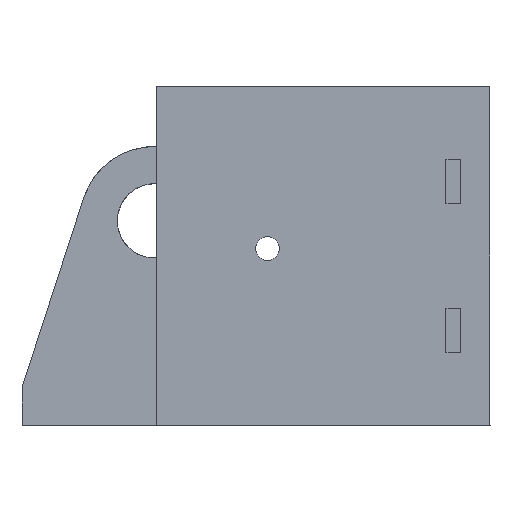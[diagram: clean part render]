
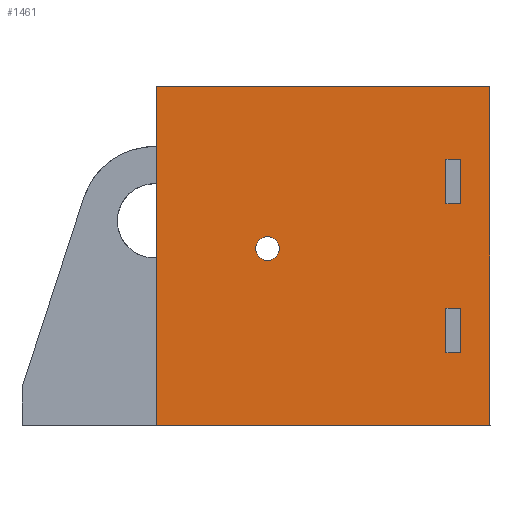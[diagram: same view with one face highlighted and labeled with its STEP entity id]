
A CAD part, left-side view. The second image highlights one B-rep face of the part: STEP entity #1461.
In plain terms, the highlighted planar face has unit normal (-1, 0, 0).
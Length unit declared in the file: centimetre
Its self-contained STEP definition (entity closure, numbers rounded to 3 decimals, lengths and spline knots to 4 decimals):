
#88=FACE_BOUND('',#249,.T.);
#89=FACE_BOUND('',#250,.T.);
#90=FACE_BOUND('',#251,.T.);
#135=FACE_OUTER_BOUND('',#248,.T.);
#248=EDGE_LOOP('',(#1164,#1165,#1166,#1167));
#249=EDGE_LOOP('',(#1168,#1169,#1170,#1171));
#250=EDGE_LOOP('',(#1172));
#251=EDGE_LOOP('',(#1173,#1174,#1175,#1176));
#353=CIRCLE('',#1578,0.16);
#364=LINE('',#2033,#506);
#391=LINE('',#2105,#533);
#402=LINE('',#2139,#544);
#406=LINE('',#2152,#548);
#410=LINE('',#2162,#552);
#417=LINE('',#2181,#559);
#426=LINE('',#2201,#568);
#442=LINE('',#3141,#584);
#444=LINE('',#3144,#586);
#446=LINE('',#3148,#588);
#447=LINE('',#3150,#589);
#448=LINE('',#3151,#590);
#506=VECTOR('',#1643,100.);
#533=VECTOR('',#1694,100.);
#544=VECTOR('',#1725,100.);
#548=VECTOR('',#1737,100.);
#552=VECTOR('',#1745,100.);
#559=VECTOR('',#1758,100.);
#568=VECTOR('',#1771,100.);
#584=VECTOR('',#1841,100.);
#586=VECTOR('',#1845,100.);
#588=VECTOR('',#1851,100.);
#589=VECTOR('',#1854,100.);
#590=VECTOR('',#1855,100.);
#649=VERTEX_POINT('',#2030);
#650=VERTEX_POINT('',#2032);
#682=VERTEX_POINT('',#2102);
#683=VERTEX_POINT('',#2104);
#695=VERTEX_POINT('',#2136);
#696=VERTEX_POINT('',#2138);
#700=VERTEX_POINT('',#2149);
#701=VERTEX_POINT('',#2151);
#705=VERTEX_POINT('',#2160);
#713=VERTEX_POINT('',#2178);
#714=VERTEX_POINT('',#2180);
#723=VERTEX_POINT('',#2200);
#757=VERTEX_POINT('',#3152);
#789=EDGE_CURVE('',#650,#649,#364,.T.);
#822=EDGE_CURVE('',#682,#683,#391,.T.);
#839=EDGE_CURVE('',#695,#696,#402,.T.);
#845=EDGE_CURVE('',#700,#701,#406,.T.);
#850=EDGE_CURVE('',#705,#649,#410,.T.);
#859=EDGE_CURVE('',#713,#714,#417,.T.);
#869=EDGE_CURVE('',#650,#723,#426,.T.);
#915=EDGE_CURVE('',#696,#700,#442,.T.);
#917=EDGE_CURVE('',#701,#695,#444,.T.);
#919=EDGE_CURVE('',#714,#682,#446,.T.);
#920=EDGE_CURVE('',#705,#723,#447,.T.);
#921=EDGE_CURVE('',#683,#713,#448,.T.);
#922=EDGE_CURVE('',#757,#757,#353,.T.);
#1164=ORIENTED_EDGE('',*,*,#869,.F.);
#1165=ORIENTED_EDGE('',*,*,#789,.T.);
#1166=ORIENTED_EDGE('',*,*,#850,.F.);
#1167=ORIENTED_EDGE('',*,*,#920,.T.);
#1168=ORIENTED_EDGE('',*,*,#921,.F.);
#1169=ORIENTED_EDGE('',*,*,#822,.F.);
#1170=ORIENTED_EDGE('',*,*,#919,.F.);
#1171=ORIENTED_EDGE('',*,*,#859,.F.);
#1172=ORIENTED_EDGE('',*,*,#922,.T.);
#1173=ORIENTED_EDGE('',*,*,#915,.F.);
#1174=ORIENTED_EDGE('',*,*,#839,.F.);
#1175=ORIENTED_EDGE('',*,*,#917,.F.);
#1176=ORIENTED_EDGE('',*,*,#845,.F.);
#1397=PLANE('',#1577);
#1461=ADVANCED_FACE('',(#135,#88,#89,#90),#1397,.T.);
#1577=AXIS2_PLACEMENT_3D('',#3149,#1852,#1853);
#1578=AXIS2_PLACEMENT_3D('',#3153,#1856,#1857);
#1643=DIRECTION('',(0.,-1.,0.));
#1694=DIRECTION('',(0.,0.,-1.));
#1725=DIRECTION('',(0.,0.,-1.));
#1737=DIRECTION('',(0.,0.,1.));
#1745=DIRECTION('',(0.,0.,-1.));
#1758=DIRECTION('',(0.,0.,1.));
#1771=DIRECTION('',(0.,0.,1.));
#1841=DIRECTION('',(0.,-1.,0.));
#1845=DIRECTION('',(0.,1.,0.));
#1851=DIRECTION('',(0.,1.,0.));
#1852=DIRECTION('center_axis',(-1.,0.,0.));
#1853=DIRECTION('ref_axis',(0.,0.,-1.));
#1854=DIRECTION('',(0.,1.,0.));
#1855=DIRECTION('',(0.,-1.,0.));
#1856=DIRECTION('center_axis',(1.,0.,0.));
#1857=DIRECTION('ref_axis',(0.,-1.,0.));
#2030=CARTESIAN_POINT('',(2.8451,3.3269,5.1895));
#2032=CARTESIAN_POINT('',(2.8451,7.8132,5.1895));
#2033=CARTESIAN_POINT('',(2.8451,3.3269,5.1895));
#2102=CARTESIAN_POINT('',(2.8451,3.92,6.7645));
#2104=CARTESIAN_POINT('',(2.8451,3.92,6.1645));
#2105=CARTESIAN_POINT('',(2.8451,3.92,6.9645));
#2136=CARTESIAN_POINT('',(2.8451,3.92,8.7645));
#2138=CARTESIAN_POINT('',(2.8451,3.92,8.1645));
#2139=CARTESIAN_POINT('',(2.8451,3.92,7.9645));
#2149=CARTESIAN_POINT('',(2.8451,3.72,8.1645));
#2151=CARTESIAN_POINT('',(2.8451,3.72,8.7645));
#2152=CARTESIAN_POINT('',(2.8451,3.72,7.9645));
#2160=CARTESIAN_POINT('',(2.8451,3.3269,9.7395));
#2162=CARTESIAN_POINT('',(2.8451,3.3269,9.7395));
#2178=CARTESIAN_POINT('',(2.8451,3.72,6.1645));
#2180=CARTESIAN_POINT('',(2.8451,3.72,6.7645));
#2181=CARTESIAN_POINT('',(2.8451,3.72,6.9645));
#2200=CARTESIAN_POINT('',(2.8451,7.8132,9.7395));
#2201=CARTESIAN_POINT('',(2.8451,7.8132,5.1895));
#3141=CARTESIAN_POINT('',(2.8451,4.27,8.1645));
#3144=CARTESIAN_POINT('',(2.8451,4.07,8.7645));
#3148=CARTESIAN_POINT('',(2.8451,4.07,6.7645));
#3149=CARTESIAN_POINT('Origin',(2.8451,7.8132,7.4645));
#3150=CARTESIAN_POINT('',(2.8451,3.3269,9.7395));
#3151=CARTESIAN_POINT('',(2.8451,4.27,6.1645));
#3152=CARTESIAN_POINT('',(2.8451,6.4802,7.5645));
#3153=CARTESIAN_POINT('Origin',(2.8451,6.3202,7.5645));
